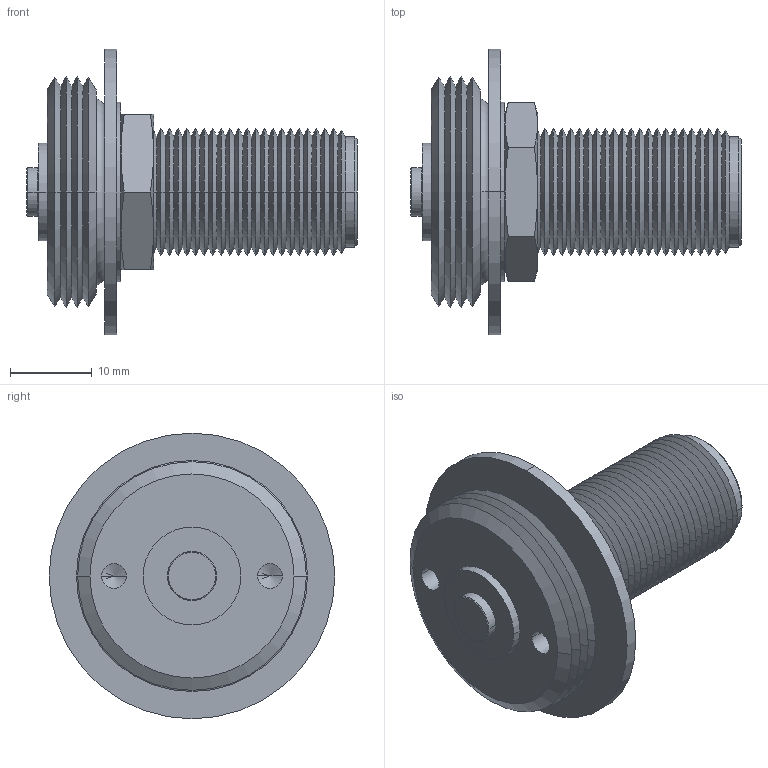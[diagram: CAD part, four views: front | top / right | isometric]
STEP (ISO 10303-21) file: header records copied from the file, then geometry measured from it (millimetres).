
FILE_DESCRIPTION (( 'STEP AP203' ), '1' );
FILE_NAME ('AXA-AMNFB.STEP', '2014-09-24T16:17:50', ( 'x' ), ( '' ), 'SwSTEP 2.0', 'SolidWorks 2014', '' );
FILE_SCHEMA (( 'CONFIG_CONTROL_DESIGN' ));
Length unit declared in the file: inch
Products named in the file (7): AXA-AMNFB-MA2; AXA-AMNFB-MA3; AXA-AMNFB-MA4; AXA-AMNFB-MA5; AXA-AMNFB-MA6; AXA-AMNFB; AXA-AMNFB-MA1
Assembly tree (6 placements, depth 2):
  AXA-AMNFB
    AXA-AMNFB-MA1
    AXA-AMNFB-MA2
    AXA-AMNFB-MA3
    AXA-AMNFB-MA4
    AXA-AMNFB-MA5
    AXA-AMNFB-MA6
Bounding box: 40.5 x 35 x 35 mm (x, y, z)
Volume: 10094.7 mm3; surface area: 9340.3 mm2
Topology: 6 solids, 6 shells, 340 faces, 765 edges, 441 vertices
Faces by surface type: cone 192, plane 73, cylinder 71, torus 4
Entity records: 10236 total; most frequent: CARTESIAN_POINT 1789, DIRECTION 1763, ORIENTED_EDGE 1518, EDGE_CURVE 759, AXIS2_PLACEMENT_3D 703, VERTEX_POINT 441, EDGE_LOOP 360, LINE 357
